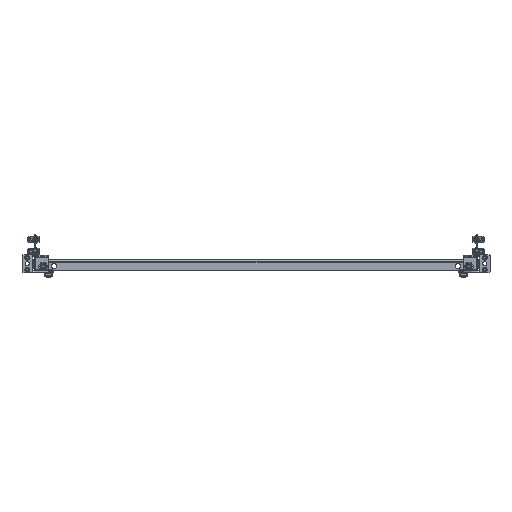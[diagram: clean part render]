
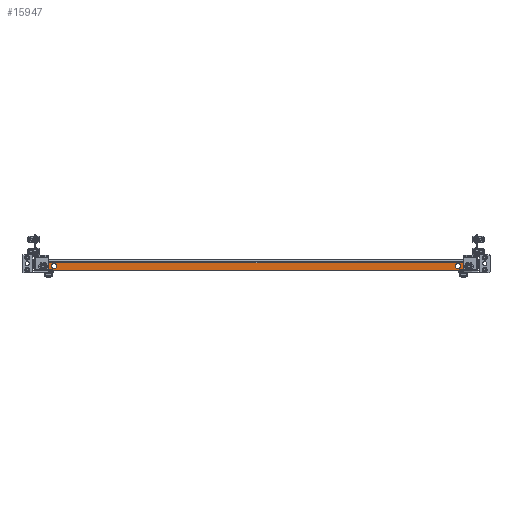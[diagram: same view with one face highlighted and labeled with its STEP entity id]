
A CAD part, front view. The second image highlights one B-rep face of the part: STEP entity #15947.
In plain terms, the highlighted planar face has unit normal (0, -1, 0).
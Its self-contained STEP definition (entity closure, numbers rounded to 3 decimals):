
#79 = ORIENTED_EDGE ( 'NONE', *, *, #18033, .F. ) ;
#98 = VERTEX_POINT ( 'NONE', #5118 ) ;
#199 = EDGE_CURVE ( 'NONE', #11753, #20226, #8399, .T. ) ;
#701 = DIRECTION ( 'NONE',  ( 1., 0., 0. ) ) ;
#790 = CARTESIAN_POINT ( 'NONE',  ( 441.146, -848., -15. ) ) ;
#947 = CARTESIAN_POINT ( 'NONE',  ( 449.5, -848., -3.3 ) ) ;
#983 = CARTESIAN_POINT ( 'NONE',  ( 412.5, -848., -10.5 ) ) ;
#1392 = CARTESIAN_POINT ( 'NONE',  ( 412.5, -848., -16. ) ) ;
#1907 = LINE ( 'NONE', #18390, #18689 ) ;
#2079 = FACE_BOUND ( 'NONE', #10573, .T. ) ;
#2324 = CARTESIAN_POINT ( 'NONE',  ( 446.146, -848., -3.3 ) ) ;
#2416 = DIRECTION ( 'NONE',  ( 0., -1., 0. ) ) ;
#2497 = CARTESIAN_POINT ( 'NONE',  ( -449.5, -848., 0. ) ) ;
#2870 = EDGE_CURVE ( 'NONE', #15506, #8904, #1907, .T. ) ;
#3226 = VERTEX_POINT ( 'NONE', #9949 ) ;
#3378 = ORIENTED_EDGE ( 'NONE', *, *, #20026, .T. ) ;
#3697 = CIRCLE ( 'NONE', #6664, 5.5 ) ;
#3848 = CARTESIAN_POINT ( 'NONE',  ( 446.146, -848., -15. ) ) ;
#3975 = CARTESIAN_POINT ( 'NONE',  ( 446.146, -848., 0. ) ) ;
#4102 = DIRECTION ( 'NONE',  ( 0., 1., 0. ) ) ;
#4396 = DIRECTION ( 'NONE',  ( 0., 1., 0. ) ) ;
#4438 = ORIENTED_EDGE ( 'NONE', *, *, #17437, .F. ) ;
#4490 = CIRCLE ( 'NONE', #4722, 5.5 ) ;
#4610 = EDGE_CURVE ( 'NONE', #16303, #11502, #15137, .T. ) ;
#4722 = AXIS2_PLACEMENT_3D ( 'NONE', #16399, #6702, #14622 ) ;
#5118 = CARTESIAN_POINT ( 'NONE',  ( 412.5, -848., -5. ) ) ;
#5165 = DIRECTION ( 'NONE',  ( 0., -1., 0. ) ) ;
#5232 = CARTESIAN_POINT ( 'NONE',  ( 412.5, -848., -10.5 ) ) ;
#5303 = AXIS2_PLACEMENT_3D ( 'NONE', #790, #2416, #15415 ) ;
#5469 = CARTESIAN_POINT ( 'NONE',  ( 441.146, -848., -20. ) ) ;
#5581 = AXIS2_PLACEMENT_3D ( 'NONE', #12201, #4102, #5767 ) ;
#5601 = CIRCLE ( 'NONE', #6808, 5.5 ) ;
#5745 = DIRECTION ( 'NONE',  ( 0., -1., 0. ) ) ;
#5767 = DIRECTION ( 'NONE',  ( 0., 0., -1. ) ) ;
#5778 = DIRECTION ( 'NONE',  ( 0., 0., -1. ) ) ;
#5933 = CIRCLE ( 'NONE', #9800, 5.5 ) ;
#6044 = LINE ( 'NONE', #947, #7820 ) ;
#6200 = DIRECTION ( 'NONE',  ( 0., 0., -1. ) ) ;
#6641 = VERTEX_POINT ( 'NONE', #12049 ) ;
#6643 = VERTEX_POINT ( 'NONE', #2324 ) ;
#6652 = DIRECTION ( 'NONE',  ( 0., 0., -1. ) ) ;
#6664 = AXIS2_PLACEMENT_3D ( 'NONE', #983, #4396, #6200 ) ;
#6702 = DIRECTION ( 'NONE',  ( 0., 1., 0. ) ) ;
#6808 = AXIS2_PLACEMENT_3D ( 'NONE', #18704, #10580, #5778 ) ;
#7032 = DIRECTION ( 'NONE',  ( 0., 0., -1. ) ) ;
#7111 = CARTESIAN_POINT ( 'NONE',  ( 435., -848., -16. ) ) ;
#7525 = EDGE_CURVE ( 'NONE', #6643, #15852, #12026, .T. ) ;
#7820 = VECTOR ( 'NONE', #701, 1000. ) ;
#8399 = CIRCLE ( 'NONE', #8647, 5.5 ) ;
#8426 = FACE_OUTER_BOUND ( 'NONE', #8905, .T. ) ;
#8647 = AXIS2_PLACEMENT_3D ( 'NONE', #13828, #5745, #7032 ) ;
#8880 = VECTOR ( 'NONE', #11790, 1000. ) ;
#8904 = VERTEX_POINT ( 'NONE', #5469 ) ;
#8905 = EDGE_LOOP ( 'NONE', ( #19880, #15712, #20522, #13059, #18656, #12991 ) ) ;
#9037 = CARTESIAN_POINT ( 'NONE',  ( -412.5, -848., -5. ) ) ;
#9068 = CARTESIAN_POINT ( 'NONE',  ( -435., -848., -16. ) ) ;
#9399 = LINE ( 'NONE', #11727, #8880 ) ;
#9800 = AXIS2_PLACEMENT_3D ( 'NONE', #16566, #16490, #6652 ) ;
#9949 = CARTESIAN_POINT ( 'NONE',  ( -446.146, -848., -3.3 ) ) ;
#9963 = AXIS2_PLACEMENT_3D ( 'NONE', #15577, #12599, #10807 ) ;
#10050 = ORIENTED_EDGE ( 'NONE', *, *, #4610, .T. ) ;
#10071 = CARTESIAN_POINT ( 'NONE',  ( -435., -848., -5. ) ) ;
#10466 = EDGE_LOOP ( 'NONE', ( #79, #13751 ) ) ;
#10573 = EDGE_LOOP ( 'NONE', ( #10050, #3378 ) ) ;
#10580 = DIRECTION ( 'NONE',  ( 0., -1., 0. ) ) ;
#10807 = DIRECTION ( 'NONE',  ( 0., 0., -1. ) ) ;
#10876 = AXIS2_PLACEMENT_3D ( 'NONE', #2497, #15695, #15495 ) ;
#11108 = AXIS2_PLACEMENT_3D ( 'NONE', #18027, #5165, #16497 ) ;
#11502 = VERTEX_POINT ( 'NONE', #12381 ) ;
#11727 = CARTESIAN_POINT ( 'NONE',  ( -446.146, -848., 0. ) ) ;
#11753 = VERTEX_POINT ( 'NONE', #10071 ) ;
#11790 = DIRECTION ( 'NONE',  ( 0., 0., -1. ) ) ;
#11958 = EDGE_CURVE ( 'NONE', #98, #19477, #16270, .T. ) ;
#11959 = DIRECTION ( 'NONE',  ( 1., 0., 0. ) ) ;
#12026 = LINE ( 'NONE', #3975, #12819 ) ;
#12031 = EDGE_CURVE ( 'NONE', #3226, #18910, #9399, .T. ) ;
#12049 = CARTESIAN_POINT ( 'NONE',  ( -412.5, -848., -16. ) ) ;
#12201 = CARTESIAN_POINT ( 'NONE',  ( 435., -848., -10.5 ) ) ;
#12218 = EDGE_CURVE ( 'NONE', #18910, #15506, #16247, .T. ) ;
#12381 = CARTESIAN_POINT ( 'NONE',  ( 435., -848., -5. ) ) ;
#12434 = PLANE ( 'NONE',  #10876 ) ;
#12599 = DIRECTION ( 'NONE',  ( 0., -1., 0. ) ) ;
#12819 = VECTOR ( 'NONE', #15361, 1000. ) ;
#12906 = AXIS2_PLACEMENT_3D ( 'NONE', #5232, #15009, #16847 ) ;
#12977 = CARTESIAN_POINT ( 'NONE',  ( -441.146, -848., -20. ) ) ;
#12991 = ORIENTED_EDGE ( 'NONE', *, *, #12218, .T. ) ;
#13059 = ORIENTED_EDGE ( 'NONE', *, *, #13105, .F. ) ;
#13105 = EDGE_CURVE ( 'NONE', #3226, #6643, #6044, .T. ) ;
#13751 = ORIENTED_EDGE ( 'NONE', *, *, #199, .F. ) ;
#13828 = CARTESIAN_POINT ( 'NONE',  ( -435., -848., -10.5 ) ) ;
#14034 = FACE_BOUND ( 'NONE', #14454, .T. ) ;
#14042 = VERTEX_POINT ( 'NONE', #9037 ) ;
#14213 = CIRCLE ( 'NONE', #5303, 5. ) ;
#14454 = EDGE_LOOP ( 'NONE', ( #20762, #4438 ) ) ;
#14622 = DIRECTION ( 'NONE',  ( 0., 0., -1. ) ) ;
#15009 = DIRECTION ( 'NONE',  ( 0., 1., 0. ) ) ;
#15137 = CIRCLE ( 'NONE', #5581, 5.5 ) ;
#15361 = DIRECTION ( 'NONE',  ( 0., 0., -1. ) ) ;
#15415 = DIRECTION ( 'NONE',  ( 0., 0., 1. ) ) ;
#15495 = DIRECTION ( 'NONE',  ( 0., 0., 1. ) ) ;
#15506 = VERTEX_POINT ( 'NONE', #12977 ) ;
#15577 = CARTESIAN_POINT ( 'NONE',  ( -412.5, -848., -10.5 ) ) ;
#15608 = EDGE_CURVE ( 'NONE', #6641, #14042, #5933, .T. ) ;
#15695 = DIRECTION ( 'NONE',  ( 0., 1., 0. ) ) ;
#15712 = ORIENTED_EDGE ( 'NONE', *, *, #18506, .T. ) ;
#15852 = VERTEX_POINT ( 'NONE', #3848 ) ;
#15947 = ADVANCED_FACE ( 'NONE', ( #2079, #18876, #18364, #14034, #8426 ), #12434, .F. ) ;
#16247 = CIRCLE ( 'NONE', #11108, 5. ) ;
#16253 = CARTESIAN_POINT ( 'NONE',  ( -446.146, -848., -15. ) ) ;
#16270 = CIRCLE ( 'NONE', #12906, 5.5 ) ;
#16303 = VERTEX_POINT ( 'NONE', #7111 ) ;
#16399 = CARTESIAN_POINT ( 'NONE',  ( 435., -848., -10.5 ) ) ;
#16490 = DIRECTION ( 'NONE',  ( 0., -1., 0. ) ) ;
#16497 = DIRECTION ( 'NONE',  ( 0., 0., 1. ) ) ;
#16566 = CARTESIAN_POINT ( 'NONE',  ( -412.5, -848., -10.5 ) ) ;
#16847 = DIRECTION ( 'NONE',  ( 0., 0., -1. ) ) ;
#17133 = EDGE_LOOP ( 'NONE', ( #20228, #18522 ) ) ;
#17437 = EDGE_CURVE ( 'NONE', #14042, #6641, #18067, .T. ) ;
#18027 = CARTESIAN_POINT ( 'NONE',  ( -441.146, -848., -15. ) ) ;
#18033 = EDGE_CURVE ( 'NONE', #20226, #11753, #5601, .T. ) ;
#18067 = CIRCLE ( 'NONE', #9963, 5.5 ) ;
#18364 = FACE_BOUND ( 'NONE', #10466, .T. ) ;
#18390 = CARTESIAN_POINT ( 'NONE',  ( -449.5, -848., -20. ) ) ;
#18506 = EDGE_CURVE ( 'NONE', #8904, #15852, #14213, .T. ) ;
#18522 = ORIENTED_EDGE ( 'NONE', *, *, #11958, .T. ) ;
#18656 = ORIENTED_EDGE ( 'NONE', *, *, #12031, .T. ) ;
#18689 = VECTOR ( 'NONE', #11959, 1000. ) ;
#18704 = CARTESIAN_POINT ( 'NONE',  ( -435., -848., -10.5 ) ) ;
#18876 = FACE_BOUND ( 'NONE', #17133, .T. ) ;
#18910 = VERTEX_POINT ( 'NONE', #16253 ) ;
#19477 = VERTEX_POINT ( 'NONE', #1392 ) ;
#19880 = ORIENTED_EDGE ( 'NONE', *, *, #2870, .T. ) ;
#20026 = EDGE_CURVE ( 'NONE', #11502, #16303, #4490, .T. ) ;
#20226 = VERTEX_POINT ( 'NONE', #9068 ) ;
#20228 = ORIENTED_EDGE ( 'NONE', *, *, #20418, .T. ) ;
#20418 = EDGE_CURVE ( 'NONE', #19477, #98, #3697, .T. ) ;
#20522 = ORIENTED_EDGE ( 'NONE', *, *, #7525, .F. ) ;
#20762 = ORIENTED_EDGE ( 'NONE', *, *, #15608, .F. ) ;
